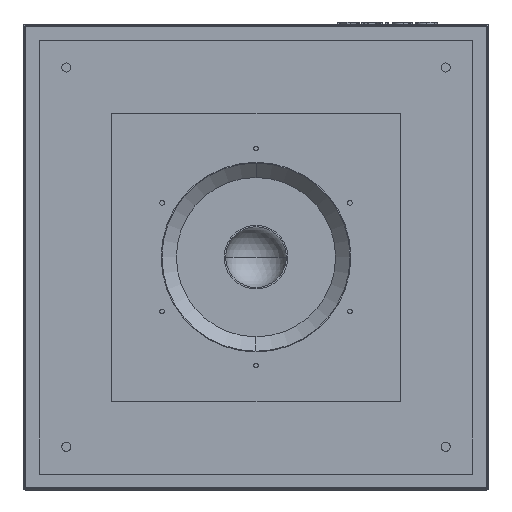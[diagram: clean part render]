
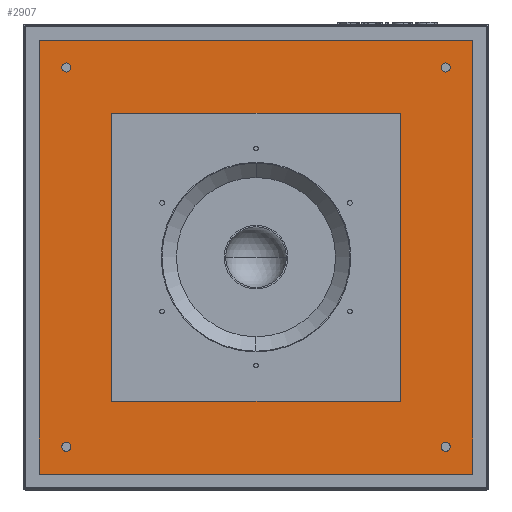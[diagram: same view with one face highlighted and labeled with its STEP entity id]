
A CAD part, front view. The second image highlights one B-rep face of the part: STEP entity #2907.
In plain terms, the highlighted planar face has unit normal (0, -1, 0).
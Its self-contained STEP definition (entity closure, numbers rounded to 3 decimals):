
#932 = VERTEX_POINT ( 'NONE', #5080 ) ;
#934 = EDGE_CURVE ( 'NONE', #932, #935, #5079, .T. ) ;
#935 = VERTEX_POINT ( 'NONE', #5074 ) ;
#949 = VERTEX_POINT ( 'NONE', #5109 ) ;
#951 = EDGE_CURVE ( 'NONE', #949, #952, #5108, .T. ) ;
#952 = VERTEX_POINT ( 'NONE', #5103 ) ;
#966 = VERTEX_POINT ( 'NONE', #5135 ) ;
#968 = EDGE_CURVE ( 'NONE', #966, #969, #5134, .T. ) ;
#969 = VERTEX_POINT ( 'NONE', #5129 ) ;
#999 = VERTEX_POINT ( 'NONE', #5203 ) ;
#1001 = EDGE_CURVE ( 'NONE', #999, #1002, #5202, .T. ) ;
#1002 = VERTEX_POINT ( 'NONE', #5197 ) ;
#2879 = VERTEX_POINT ( 'NONE', #10526 ) ;
#2905 = EDGE_CURVE ( 'NONE', #2933, #2923, #10553, .T. ) ;
#2907 = ADVANCED_FACE ( 'NONE', ( #10619, #10618, #10617, #10616, #10615, #10614 ), #10613, .F. ) ;
#2908 = EDGE_LOOP ( 'NONE', ( #2909, #2910, #2911, #2912 ) ) ;
#2909 = ORIENTED_EDGE ( 'NONE', *, *, #2905, .F. ) ;
#2910 = ORIENTED_EDGE ( 'NONE', *, *, #2932, .F. ) ;
#2911 = ORIENTED_EDGE ( 'NONE', *, *, #2943, .F. ) ;
#2912 = ORIENTED_EDGE ( 'NONE', *, *, #2925, .F. ) ;
#2913 = EDGE_LOOP ( 'NONE', ( #2914, #2970, #2973, #2976 ) ) ;
#2914 = ORIENTED_EDGE ( 'NONE', *, *, #2915, .F. ) ;
#2915 = EDGE_CURVE ( 'NONE', #2916, #2917, #10611, .T. ) ;
#2916 = VERTEX_POINT ( 'NONE', #10604 ) ;
#2917 = VERTEX_POINT ( 'NONE', #10603 ) ;
#2923 = VERTEX_POINT ( 'NONE', #10592 ) ;
#2925 = EDGE_CURVE ( 'NONE', #2923, #2941, #10591, .T. ) ;
#2932 = EDGE_CURVE ( 'NONE', #2879, #2933, #10646, .T. ) ;
#2933 = VERTEX_POINT ( 'NONE', #10642 ) ;
#2941 = VERTEX_POINT ( 'NONE', #10627 ) ;
#2943 = EDGE_CURVE ( 'NONE', #2941, #2879, #10626, .T. ) ;
#2957 = EDGE_CURVE ( 'NONE', #952, #949, #10662, .T. ) ;
#2958 = ORIENTED_EDGE ( 'NONE', *, *, #951, .F. ) ;
#2959 = EDGE_LOOP ( 'NONE', ( #2960, #2962 ) ) ;
#2960 = ORIENTED_EDGE ( 'NONE', *, *, #2961, .F. ) ;
#2961 = EDGE_CURVE ( 'NONE', #935, #932, #10657, .T. ) ;
#2962 = ORIENTED_EDGE ( 'NONE', *, *, #934, .F. ) ;
#2963 = EDGE_LOOP ( 'NONE', ( #2964, #2966 ) ) ;
#2964 = ORIENTED_EDGE ( 'NONE', *, *, #2965, .F. ) ;
#2965 = EDGE_CURVE ( 'NONE', #1002, #999, #10652, .T. ) ;
#2966 = ORIENTED_EDGE ( 'NONE', *, *, #1001, .F. ) ;
#2970 = ORIENTED_EDGE ( 'NONE', *, *, #2971, .F. ) ;
#2971 = EDGE_CURVE ( 'NONE', #2972, #2916, #10700, .T. ) ;
#2972 = VERTEX_POINT ( 'NONE', #10696 ) ;
#2973 = ORIENTED_EDGE ( 'NONE', *, *, #2974, .F. ) ;
#2974 = EDGE_CURVE ( 'NONE', #2975, #2972, #10695, .T. ) ;
#2975 = VERTEX_POINT ( 'NONE', #10691 ) ;
#2976 = ORIENTED_EDGE ( 'NONE', *, *, #2977, .F. ) ;
#2977 = EDGE_CURVE ( 'NONE', #2917, #2975, #10690, .T. ) ;
#2978 = EDGE_LOOP ( 'NONE', ( #2979, #2981 ) ) ;
#2979 = ORIENTED_EDGE ( 'NONE', *, *, #2980, .F. ) ;
#2980 = EDGE_CURVE ( 'NONE', #969, #966, #10686, .T. ) ;
#2981 = ORIENTED_EDGE ( 'NONE', *, *, #968, .F. ) ;
#2982 = EDGE_LOOP ( 'NONE', ( #2983, #2958 ) ) ;
#2983 = ORIENTED_EDGE ( 'NONE', *, *, #2957, .F. ) ;
#5074 = CARTESIAN_POINT ( 'NONE',  ( 250., 0., 244. ) ) ;
#5075 = DIRECTION ( 'NONE',  ( 0., 0., -1. ) ) ;
#5076 = DIRECTION ( 'NONE',  ( 0., -1., 0. ) ) ;
#5077 = CARTESIAN_POINT ( 'NONE',  ( 250., 0., 250. ) ) ;
#5078 = AXIS2_PLACEMENT_3D ( 'NONE', #5077, #5076, #5075 ) ;
#5079 = CIRCLE ( 'NONE', #5078, 6. ) ;
#5080 = CARTESIAN_POINT ( 'NONE',  ( 250., 0., 256. ) ) ;
#5103 = CARTESIAN_POINT ( 'NONE',  ( 250., 0., -256. ) ) ;
#5104 = DIRECTION ( 'NONE',  ( 0., 0., -1. ) ) ;
#5105 = DIRECTION ( 'NONE',  ( 0., -1., 0. ) ) ;
#5106 = CARTESIAN_POINT ( 'NONE',  ( 250., 0., -250. ) ) ;
#5107 = AXIS2_PLACEMENT_3D ( 'NONE', #5106, #5105, #5104 ) ;
#5108 = CIRCLE ( 'NONE', #5107, 6. ) ;
#5109 = CARTESIAN_POINT ( 'NONE',  ( 250., 0., -244. ) ) ;
#5129 = CARTESIAN_POINT ( 'NONE',  ( -250., 0., -256. ) ) ;
#5130 = DIRECTION ( 'NONE',  ( 0., 0., -1. ) ) ;
#5131 = DIRECTION ( 'NONE',  ( 0., -1., 0. ) ) ;
#5132 = CARTESIAN_POINT ( 'NONE',  ( -250., 0., -250. ) ) ;
#5133 = AXIS2_PLACEMENT_3D ( 'NONE', #5132, #5131, #5130 ) ;
#5134 = CIRCLE ( 'NONE', #5133, 6. ) ;
#5135 = CARTESIAN_POINT ( 'NONE',  ( -250., 0., -244. ) ) ;
#5197 = CARTESIAN_POINT ( 'NONE',  ( -250., 0., 244. ) ) ;
#5198 = DIRECTION ( 'NONE',  ( 0., 0., -1. ) ) ;
#5199 = DIRECTION ( 'NONE',  ( 0., -1., 0. ) ) ;
#5200 = CARTESIAN_POINT ( 'NONE',  ( -250., 0., 250. ) ) ;
#5201 = AXIS2_PLACEMENT_3D ( 'NONE', #5200, #5199, #5198 ) ;
#5202 = CIRCLE ( 'NONE', #5201, 6. ) ;
#5203 = CARTESIAN_POINT ( 'NONE',  ( -250., 0., 256. ) ) ;
#10526 = CARTESIAN_POINT ( 'NONE',  ( 286., 0., -286. ) ) ;
#10550 = DIRECTION ( 'NONE',  ( 0., 0., 1. ) ) ;
#10551 = VECTOR ( 'NONE', #10550, 1000. ) ;
#10552 = CARTESIAN_POINT ( 'NONE',  ( -286., 0., 286. ) ) ;
#10553 = LINE ( 'NONE', #10552, #10551 ) ;
#10588 = DIRECTION ( 'NONE',  ( 1., 0., 0. ) ) ;
#10589 = VECTOR ( 'NONE', #10588, 1000. ) ;
#10590 = CARTESIAN_POINT ( 'NONE',  ( -286., 0., 286. ) ) ;
#10591 = LINE ( 'NONE', #10590, #10589 ) ;
#10592 = CARTESIAN_POINT ( 'NONE',  ( -286., 0., 286. ) ) ;
#10603 = CARTESIAN_POINT ( 'NONE',  ( 190., 0., -190. ) ) ;
#10604 = CARTESIAN_POINT ( 'NONE',  ( -190., 0., -190. ) ) ;
#10605 = DIRECTION ( 'NONE',  ( 1., 0., 0. ) ) ;
#10606 = VECTOR ( 'NONE', #10605, 1000. ) ;
#10607 = CARTESIAN_POINT ( 'NONE',  ( -190., 0., -190. ) ) ;
#10608 = DIRECTION ( 'NONE',  ( 0., 0., 1. ) ) ;
#10609 = DIRECTION ( 'NONE',  ( 0., 1., 0. ) ) ;
#10610 = AXIS2_PLACEMENT_3D ( 'NONE', #10612, #10609, #10608 ) ;
#10611 = LINE ( 'NONE', #10607, #10606 ) ;
#10612 = CARTESIAN_POINT ( 'NONE',  ( -286., 0., 286. ) ) ;
#10613 = PLANE ( 'NONE',  #10610 ) ;
#10614 = FACE_BOUND ( 'NONE', #2963, .T. ) ;
#10615 = FACE_BOUND ( 'NONE', #2959, .T. ) ;
#10616 = FACE_BOUND ( 'NONE', #2982, .T. ) ;
#10617 = FACE_BOUND ( 'NONE', #2978, .T. ) ;
#10618 = FACE_BOUND ( 'NONE', #2913, .T. ) ;
#10619 = FACE_OUTER_BOUND ( 'NONE', #2908, .T. ) ;
#10623 = DIRECTION ( 'NONE',  ( 0., 0., -1. ) ) ;
#10624 = VECTOR ( 'NONE', #10623, 1000. ) ;
#10625 = CARTESIAN_POINT ( 'NONE',  ( 286., 0., 286. ) ) ;
#10626 = LINE ( 'NONE', #10625, #10624 ) ;
#10627 = CARTESIAN_POINT ( 'NONE',  ( 286., 0., 286. ) ) ;
#10642 = CARTESIAN_POINT ( 'NONE',  ( -286., 0., -286. ) ) ;
#10643 = DIRECTION ( 'NONE',  ( -1., 0., 0. ) ) ;
#10644 = VECTOR ( 'NONE', #10643, 1000. ) ;
#10645 = CARTESIAN_POINT ( 'NONE',  ( -286., 0., -286. ) ) ;
#10646 = LINE ( 'NONE', #10645, #10644 ) ;
#10649 = DIRECTION ( 'NONE',  ( 0., -1., 0. ) ) ;
#10650 = CARTESIAN_POINT ( 'NONE',  ( -250., 0., 250. ) ) ;
#10651 = AXIS2_PLACEMENT_3D ( 'NONE', #10650, #10649, #10713 ) ;
#10652 = CIRCLE ( 'NONE', #10651, 6. ) ;
#10653 = DIRECTION ( 'NONE',  ( 0., 0., -1. ) ) ;
#10654 = DIRECTION ( 'NONE',  ( 0., -1., 0. ) ) ;
#10655 = CARTESIAN_POINT ( 'NONE',  ( 250., 0., 250. ) ) ;
#10656 = AXIS2_PLACEMENT_3D ( 'NONE', #10655, #10654, #10653 ) ;
#10657 = CIRCLE ( 'NONE', #10656, 6. ) ;
#10658 = DIRECTION ( 'NONE',  ( 0., 0., -1. ) ) ;
#10659 = DIRECTION ( 'NONE',  ( 0., -1., 0. ) ) ;
#10660 = CARTESIAN_POINT ( 'NONE',  ( 250., 0., -250. ) ) ;
#10661 = AXIS2_PLACEMENT_3D ( 'NONE', #10660, #10659, #10658 ) ;
#10662 = CIRCLE ( 'NONE', #10661, 6. ) ;
#10682 = DIRECTION ( 'NONE',  ( 0., 0., -1. ) ) ;
#10683 = DIRECTION ( 'NONE',  ( 0., -1., 0. ) ) ;
#10684 = CARTESIAN_POINT ( 'NONE',  ( -250., 0., -250. ) ) ;
#10685 = AXIS2_PLACEMENT_3D ( 'NONE', #10684, #10683, #10682 ) ;
#10686 = CIRCLE ( 'NONE', #10685, 6. ) ;
#10687 = DIRECTION ( 'NONE',  ( 0., 0., 1. ) ) ;
#10688 = VECTOR ( 'NONE', #10687, 1000. ) ;
#10689 = CARTESIAN_POINT ( 'NONE',  ( 190., 0., 190. ) ) ;
#10690 = LINE ( 'NONE', #10689, #10688 ) ;
#10691 = CARTESIAN_POINT ( 'NONE',  ( 190., 0., 190. ) ) ;
#10692 = DIRECTION ( 'NONE',  ( -1., 0., 0. ) ) ;
#10693 = VECTOR ( 'NONE', #10692, 1000. ) ;
#10694 = CARTESIAN_POINT ( 'NONE',  ( -190., 0., 190. ) ) ;
#10695 = LINE ( 'NONE', #10694, #10693 ) ;
#10696 = CARTESIAN_POINT ( 'NONE',  ( -190., 0., 190. ) ) ;
#10697 = DIRECTION ( 'NONE',  ( 0., 0., -1. ) ) ;
#10698 = VECTOR ( 'NONE', #10697, 1000. ) ;
#10699 = CARTESIAN_POINT ( 'NONE',  ( -190., 0., 190. ) ) ;
#10700 = LINE ( 'NONE', #10699, #10698 ) ;
#10713 = DIRECTION ( 'NONE',  ( 0., 0., -1. ) ) ;
